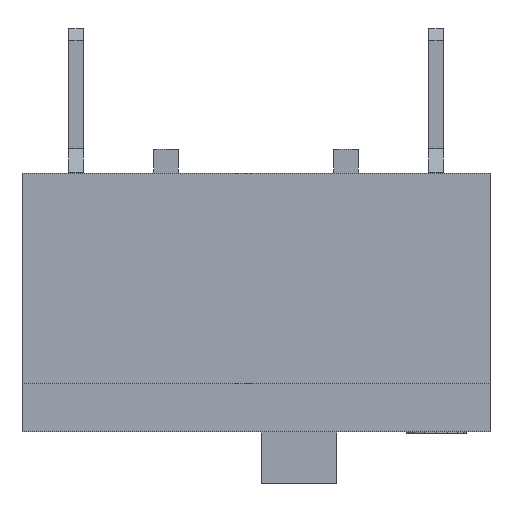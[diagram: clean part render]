
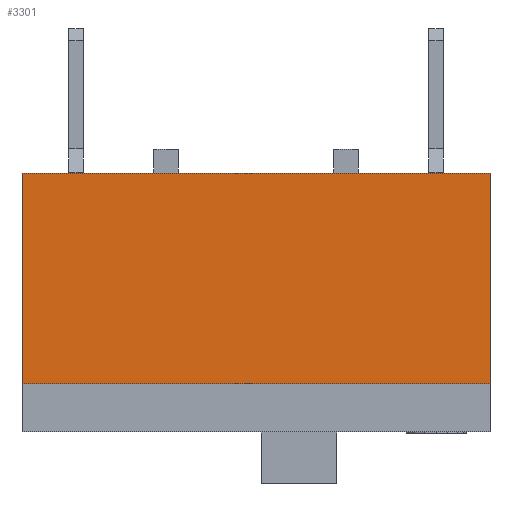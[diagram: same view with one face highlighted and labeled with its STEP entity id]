
A CAD part, left-side view. The second image highlights one B-rep face of the part: STEP entity #3301.
In plain terms, the highlighted planar face has unit normal (-1, 0, 0).
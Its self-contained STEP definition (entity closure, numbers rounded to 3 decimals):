
#9 = VERTEX_POINT ( 'NONE', #829 ) ;
#55 = ORIENTED_EDGE ( 'NONE', *, *, #2414, .T. ) ;
#147 = ORIENTED_EDGE ( 'NONE', *, *, #1410, .F. ) ;
#375 = VECTOR ( 'NONE', #1528, 1000. ) ;
#524 = CARTESIAN_POINT ( 'NONE',  ( 7.061, 2.439, 9.132 ) ) ;
#611 = CARTESIAN_POINT ( 'NONE',  ( 7.061, -7.311, 9.132 ) ) ;
#646 = DIRECTION ( 'NONE',  ( 0., 0., 1. ) ) ;
#726 = VECTOR ( 'NONE', #5270, 1000. ) ;
#744 = DIRECTION ( 'NONE',  ( 0., 0., -1. ) ) ;
#829 = CARTESIAN_POINT ( 'NONE',  ( 7.061, 2.439, 4.744 ) ) ;
#1095 = CARTESIAN_POINT ( 'NONE',  ( 7.061, -7.311, 4.744 ) ) ;
#1303 = EDGE_CURVE ( 'NONE', #2893, #4536, #2785, .T. ) ;
#1347 = EDGE_CURVE ( 'NONE', #2093, #9, #3173, .T. ) ;
#1410 = EDGE_CURVE ( 'NONE', #2893, #2093, #5374, .T. ) ;
#1508 = VECTOR ( 'NONE', #744, 1000. ) ;
#1528 = DIRECTION ( 'NONE',  ( 0., 1., 0. ) ) ;
#2039 = EDGE_LOOP ( 'NONE', ( #2369, #147, #3541, #55 ) ) ;
#2093 = VERTEX_POINT ( 'NONE', #2152 ) ;
#2152 = CARTESIAN_POINT ( 'NONE',  ( 7.061, -7.311, 4.744 ) ) ;
#2262 = DIRECTION ( 'NONE',  ( 0., 0., -1. ) ) ;
#2347 = AXIS2_PLACEMENT_3D ( 'NONE', #611, #3502, #646 ) ;
#2369 = ORIENTED_EDGE ( 'NONE', *, *, #1347, .F. ) ;
#2414 = EDGE_CURVE ( 'NONE', #4536, #9, #4740, .T. ) ;
#2785 = LINE ( 'NONE', #4873, #726 ) ;
#2893 = VERTEX_POINT ( 'NONE', #4255 ) ;
#3173 = LINE ( 'NONE', #1095, #375 ) ;
#3215 = CARTESIAN_POINT ( 'NONE',  ( 7.061, 2.439, 9.132 ) ) ;
#3301 = ADVANCED_FACE ( 'NONE', ( #3471 ), #4862, .T. ) ;
#3471 = FACE_OUTER_BOUND ( 'NONE', #2039, .T. ) ;
#3502 = DIRECTION ( 'NONE',  ( -1., 0., 0. ) ) ;
#3541 = ORIENTED_EDGE ( 'NONE', *, *, #1303, .T. ) ;
#4255 = CARTESIAN_POINT ( 'NONE',  ( 7.061, -7.311, 9.132 ) ) ;
#4535 = CARTESIAN_POINT ( 'NONE',  ( 7.061, -7.311, 9.132 ) ) ;
#4536 = VERTEX_POINT ( 'NONE', #3215 ) ;
#4740 = LINE ( 'NONE', #524, #5267 ) ;
#4862 = PLANE ( 'NONE',  #2347 ) ;
#4873 = CARTESIAN_POINT ( 'NONE',  ( 7.061, -7.311, 9.132 ) ) ;
#5267 = VECTOR ( 'NONE', #2262, 1000. ) ;
#5270 = DIRECTION ( 'NONE',  ( 0., 1., 0. ) ) ;
#5374 = LINE ( 'NONE', #4535, #1508 ) ;
